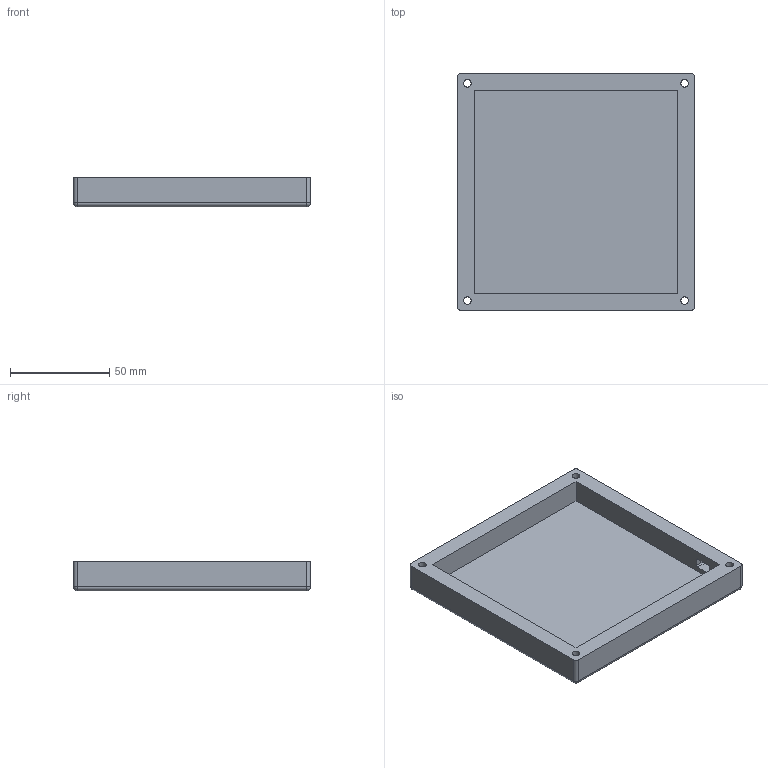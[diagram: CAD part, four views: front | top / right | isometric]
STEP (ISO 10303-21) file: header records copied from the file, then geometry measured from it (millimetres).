
FILE_DESCRIPTION(/* description */ (''),/* implementation_level */ '2;1');
FILE_NAME(/* name */ 'Bottom Case.step',/* time_stamp */ '2024-10-21T16:44:32+13:00',/* author */ (''),/* organization */ (''),/* preprocessor_version */ 'ST-DEVELOPER v20',/* originating_system */ 'Autodesk Translation Framework v13.20.0.188',/* authorisation */ '');
FILE_SCHEMA (('AUTOMOTIVE_DESIGN { 1 0 10303 214 3 1 1 }'));
Length unit declared in the file: millimetre
Products named in the file (1): v2 case
Bounding box: 119.55 x 119.55 x 15 mm (x, y, z)
Volume: 86620.5 mm3; surface area: 40991.8 mm2
Topology: 1 solids, 1 shells, 35 faces, 84 edges, 52 vertices
Faces by surface type: cylinder 16, plane 15, sphere 4
Full cylindrical faces by diameter (mm): 3.9 x4
Entity records: 1056 total; most frequent: DIRECTION 188, CARTESIAN_POINT 172, ORIENTED_EDGE 168, EDGE_CURVE 84, AXIS2_PLACEMENT_3D 68, LINE 52, VECTOR 52, VERTEX_POINT 52
